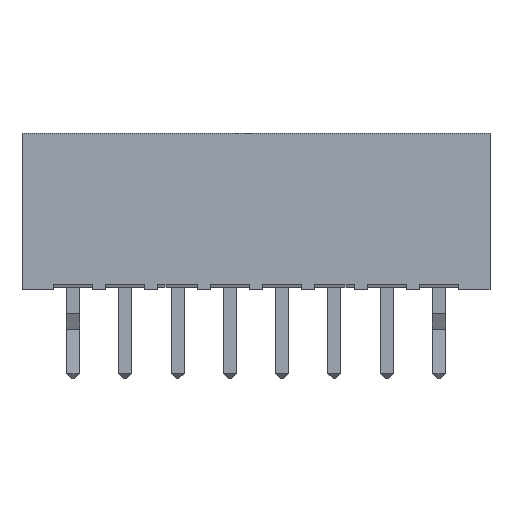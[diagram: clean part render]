
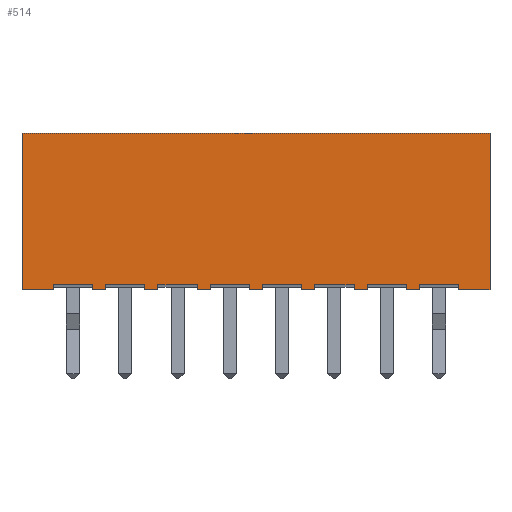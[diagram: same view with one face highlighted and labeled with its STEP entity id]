
A CAD part, front view. The second image highlights one B-rep face of the part: STEP entity #514.
In plain terms, the highlighted planar face has unit normal (0, -1, 0).
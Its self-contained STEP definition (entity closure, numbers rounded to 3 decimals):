
#32 = VERTEX_POINT('',#33);
#33 = CARTESIAN_POINT('',(15.95,-2.8,0.));
#39 = EDGE_CURVE('',#40,#32,#42,.T.);
#40 = VERTEX_POINT('',#41);
#41 = CARTESIAN_POINT('',(14.75,-2.8,0.));
#42 = LINE('',#43,#44);
#43 = CARTESIAN_POINT('',(-1.95,-2.8,0.));
#44 = VECTOR('',#45,1.);
#45 = DIRECTION('',(1.,0.,0.));
#480 = EDGE_CURVE('',#481,#40,#483,.T.);
#481 = VERTEX_POINT('',#482);
#482 = CARTESIAN_POINT('',(14.75,-2.8,0.2));
#483 = LINE('',#484,#485);
#484 = CARTESIAN_POINT('',(14.75,-2.8,0.2));
#485 = VECTOR('',#486,1.);
#486 = DIRECTION('',(-0.,0.,-1.));
#514 = ADVANCED_FACE('',(#515),#789,.F.);
#515 = FACE_BOUND('',#516,.F.);
#516 = EDGE_LOOP('',(#517,#527,#535,#543,#549,#550,#551,#559,#567,#575,
#583,#591,#599,#607,#615,#623,#631,#639,#647,#655,#663,#671,#679,
#687,#695,#703,#711,#719,#727,#735,#743,#751,#759,#767,#775,#783));
#517 = ORIENTED_EDGE('',*,*,#518,.F.);
#518 = EDGE_CURVE('',#519,#521,#523,.T.);
#519 = VERTEX_POINT('',#520);
#520 = CARTESIAN_POINT('',(-1.95,-2.8,0.));
#521 = VERTEX_POINT('',#522);
#522 = CARTESIAN_POINT('',(-0.75,-2.8,0.));
#523 = LINE('',#524,#525);
#524 = CARTESIAN_POINT('',(-1.95,-2.8,0.));
#525 = VECTOR('',#526,1.);
#526 = DIRECTION('',(1.,0.,0.));
#527 = ORIENTED_EDGE('',*,*,#528,.T.);
#528 = EDGE_CURVE('',#519,#529,#531,.T.);
#529 = VERTEX_POINT('',#530);
#530 = CARTESIAN_POINT('',(-1.95,-2.8,6.));
#531 = LINE('',#532,#533);
#532 = CARTESIAN_POINT('',(-1.95,-2.8,0.));
#533 = VECTOR('',#534,1.);
#534 = DIRECTION('',(0.,0.,1.));
#535 = ORIENTED_EDGE('',*,*,#536,.T.);
#536 = EDGE_CURVE('',#529,#537,#539,.T.);
#537 = VERTEX_POINT('',#538);
#538 = CARTESIAN_POINT('',(15.95,-2.8,6.));
#539 = LINE('',#540,#541);
#540 = CARTESIAN_POINT('',(-1.95,-2.8,6.));
#541 = VECTOR('',#542,1.);
#542 = DIRECTION('',(1.,0.,0.));
#543 = ORIENTED_EDGE('',*,*,#544,.F.);
#544 = EDGE_CURVE('',#32,#537,#545,.T.);
#545 = LINE('',#546,#547);
#546 = CARTESIAN_POINT('',(15.95,-2.8,0.));
#547 = VECTOR('',#548,1.);
#548 = DIRECTION('',(0.,0.,1.));
#549 = ORIENTED_EDGE('',*,*,#39,.F.);
#550 = ORIENTED_EDGE('',*,*,#480,.F.);
#551 = ORIENTED_EDGE('',*,*,#552,.T.);
#552 = EDGE_CURVE('',#481,#553,#555,.T.);
#553 = VERTEX_POINT('',#554);
#554 = CARTESIAN_POINT('',(13.25,-2.8,0.2));
#555 = LINE('',#556,#557);
#556 = CARTESIAN_POINT('',(14.75,-2.8,0.2));
#557 = VECTOR('',#558,1.);
#558 = DIRECTION('',(-1.,0.,0.));
#559 = ORIENTED_EDGE('',*,*,#560,.T.);
#560 = EDGE_CURVE('',#553,#561,#563,.T.);
#561 = VERTEX_POINT('',#562);
#562 = CARTESIAN_POINT('',(13.25,-2.8,0.));
#563 = LINE('',#564,#565);
#564 = CARTESIAN_POINT('',(13.25,-2.8,0.2));
#565 = VECTOR('',#566,1.);
#566 = DIRECTION('',(-0.,0.,-1.));
#567 = ORIENTED_EDGE('',*,*,#568,.F.);
#568 = EDGE_CURVE('',#569,#561,#571,.T.);
#569 = VERTEX_POINT('',#570);
#570 = CARTESIAN_POINT('',(12.75,-2.8,0.));
#571 = LINE('',#572,#573);
#572 = CARTESIAN_POINT('',(-1.95,-2.8,0.));
#573 = VECTOR('',#574,1.);
#574 = DIRECTION('',(1.,0.,0.));
#575 = ORIENTED_EDGE('',*,*,#576,.F.);
#576 = EDGE_CURVE('',#577,#569,#579,.T.);
#577 = VERTEX_POINT('',#578);
#578 = CARTESIAN_POINT('',(12.75,-2.8,0.2));
#579 = LINE('',#580,#581);
#580 = CARTESIAN_POINT('',(12.75,-2.8,0.2));
#581 = VECTOR('',#582,1.);
#582 = DIRECTION('',(-0.,0.,-1.));
#583 = ORIENTED_EDGE('',*,*,#584,.T.);
#584 = EDGE_CURVE('',#577,#585,#587,.T.);
#585 = VERTEX_POINT('',#586);
#586 = CARTESIAN_POINT('',(11.25,-2.8,0.2));
#587 = LINE('',#588,#589);
#588 = CARTESIAN_POINT('',(12.75,-2.8,0.2));
#589 = VECTOR('',#590,1.);
#590 = DIRECTION('',(-1.,0.,0.));
#591 = ORIENTED_EDGE('',*,*,#592,.T.);
#592 = EDGE_CURVE('',#585,#593,#595,.T.);
#593 = VERTEX_POINT('',#594);
#594 = CARTESIAN_POINT('',(11.25,-2.8,0.));
#595 = LINE('',#596,#597);
#596 = CARTESIAN_POINT('',(11.25,-2.8,0.2));
#597 = VECTOR('',#598,1.);
#598 = DIRECTION('',(-0.,0.,-1.));
#599 = ORIENTED_EDGE('',*,*,#600,.F.);
#600 = EDGE_CURVE('',#601,#593,#603,.T.);
#601 = VERTEX_POINT('',#602);
#602 = CARTESIAN_POINT('',(10.75,-2.8,0.));
#603 = LINE('',#604,#605);
#604 = CARTESIAN_POINT('',(-1.95,-2.8,0.));
#605 = VECTOR('',#606,1.);
#606 = DIRECTION('',(1.,0.,0.));
#607 = ORIENTED_EDGE('',*,*,#608,.F.);
#608 = EDGE_CURVE('',#609,#601,#611,.T.);
#609 = VERTEX_POINT('',#610);
#610 = CARTESIAN_POINT('',(10.75,-2.8,0.2));
#611 = LINE('',#612,#613);
#612 = CARTESIAN_POINT('',(10.75,-2.8,0.2));
#613 = VECTOR('',#614,1.);
#614 = DIRECTION('',(-0.,0.,-1.));
#615 = ORIENTED_EDGE('',*,*,#616,.T.);
#616 = EDGE_CURVE('',#609,#617,#619,.T.);
#617 = VERTEX_POINT('',#618);
#618 = CARTESIAN_POINT('',(9.25,-2.8,0.2));
#619 = LINE('',#620,#621);
#620 = CARTESIAN_POINT('',(10.75,-2.8,0.2));
#621 = VECTOR('',#622,1.);
#622 = DIRECTION('',(-1.,0.,0.));
#623 = ORIENTED_EDGE('',*,*,#624,.T.);
#624 = EDGE_CURVE('',#617,#625,#627,.T.);
#625 = VERTEX_POINT('',#626);
#626 = CARTESIAN_POINT('',(9.25,-2.8,0.));
#627 = LINE('',#628,#629);
#628 = CARTESIAN_POINT('',(9.25,-2.8,0.2));
#629 = VECTOR('',#630,1.);
#630 = DIRECTION('',(-0.,0.,-1.));
#631 = ORIENTED_EDGE('',*,*,#632,.F.);
#632 = EDGE_CURVE('',#633,#625,#635,.T.);
#633 = VERTEX_POINT('',#634);
#634 = CARTESIAN_POINT('',(8.75,-2.8,0.));
#635 = LINE('',#636,#637);
#636 = CARTESIAN_POINT('',(-1.95,-2.8,0.));
#637 = VECTOR('',#638,1.);
#638 = DIRECTION('',(1.,0.,0.));
#639 = ORIENTED_EDGE('',*,*,#640,.F.);
#640 = EDGE_CURVE('',#641,#633,#643,.T.);
#641 = VERTEX_POINT('',#642);
#642 = CARTESIAN_POINT('',(8.75,-2.8,0.2));
#643 = LINE('',#644,#645);
#644 = CARTESIAN_POINT('',(8.75,-2.8,0.2));
#645 = VECTOR('',#646,1.);
#646 = DIRECTION('',(-0.,0.,-1.));
#647 = ORIENTED_EDGE('',*,*,#648,.T.);
#648 = EDGE_CURVE('',#641,#649,#651,.T.);
#649 = VERTEX_POINT('',#650);
#650 = CARTESIAN_POINT('',(7.25,-2.8,0.2));
#651 = LINE('',#652,#653);
#652 = CARTESIAN_POINT('',(8.75,-2.8,0.2));
#653 = VECTOR('',#654,1.);
#654 = DIRECTION('',(-1.,0.,0.));
#655 = ORIENTED_EDGE('',*,*,#656,.T.);
#656 = EDGE_CURVE('',#649,#657,#659,.T.);
#657 = VERTEX_POINT('',#658);
#658 = CARTESIAN_POINT('',(7.25,-2.8,0.));
#659 = LINE('',#660,#661);
#660 = CARTESIAN_POINT('',(7.25,-2.8,0.2));
#661 = VECTOR('',#662,1.);
#662 = DIRECTION('',(-0.,0.,-1.));
#663 = ORIENTED_EDGE('',*,*,#664,.F.);
#664 = EDGE_CURVE('',#665,#657,#667,.T.);
#665 = VERTEX_POINT('',#666);
#666 = CARTESIAN_POINT('',(6.75,-2.8,0.));
#667 = LINE('',#668,#669);
#668 = CARTESIAN_POINT('',(-1.95,-2.8,0.));
#669 = VECTOR('',#670,1.);
#670 = DIRECTION('',(1.,0.,0.));
#671 = ORIENTED_EDGE('',*,*,#672,.F.);
#672 = EDGE_CURVE('',#673,#665,#675,.T.);
#673 = VERTEX_POINT('',#674);
#674 = CARTESIAN_POINT('',(6.75,-2.8,0.2));
#675 = LINE('',#676,#677);
#676 = CARTESIAN_POINT('',(6.75,-2.8,0.2));
#677 = VECTOR('',#678,1.);
#678 = DIRECTION('',(-0.,0.,-1.));
#679 = ORIENTED_EDGE('',*,*,#680,.T.);
#680 = EDGE_CURVE('',#673,#681,#683,.T.);
#681 = VERTEX_POINT('',#682);
#682 = CARTESIAN_POINT('',(5.25,-2.8,0.2));
#683 = LINE('',#684,#685);
#684 = CARTESIAN_POINT('',(6.75,-2.8,0.2));
#685 = VECTOR('',#686,1.);
#686 = DIRECTION('',(-1.,0.,0.));
#687 = ORIENTED_EDGE('',*,*,#688,.T.);
#688 = EDGE_CURVE('',#681,#689,#691,.T.);
#689 = VERTEX_POINT('',#690);
#690 = CARTESIAN_POINT('',(5.25,-2.8,0.));
#691 = LINE('',#692,#693);
#692 = CARTESIAN_POINT('',(5.25,-2.8,0.2));
#693 = VECTOR('',#694,1.);
#694 = DIRECTION('',(-0.,0.,-1.));
#695 = ORIENTED_EDGE('',*,*,#696,.F.);
#696 = EDGE_CURVE('',#697,#689,#699,.T.);
#697 = VERTEX_POINT('',#698);
#698 = CARTESIAN_POINT('',(4.75,-2.8,0.));
#699 = LINE('',#700,#701);
#700 = CARTESIAN_POINT('',(-1.95,-2.8,0.));
#701 = VECTOR('',#702,1.);
#702 = DIRECTION('',(1.,0.,0.));
#703 = ORIENTED_EDGE('',*,*,#704,.F.);
#704 = EDGE_CURVE('',#705,#697,#707,.T.);
#705 = VERTEX_POINT('',#706);
#706 = CARTESIAN_POINT('',(4.75,-2.8,0.2));
#707 = LINE('',#708,#709);
#708 = CARTESIAN_POINT('',(4.75,-2.8,0.2));
#709 = VECTOR('',#710,1.);
#710 = DIRECTION('',(-0.,0.,-1.));
#711 = ORIENTED_EDGE('',*,*,#712,.T.);
#712 = EDGE_CURVE('',#705,#713,#715,.T.);
#713 = VERTEX_POINT('',#714);
#714 = CARTESIAN_POINT('',(3.25,-2.8,0.2));
#715 = LINE('',#716,#717);
#716 = CARTESIAN_POINT('',(4.75,-2.8,0.2));
#717 = VECTOR('',#718,1.);
#718 = DIRECTION('',(-1.,0.,0.));
#719 = ORIENTED_EDGE('',*,*,#720,.T.);
#720 = EDGE_CURVE('',#713,#721,#723,.T.);
#721 = VERTEX_POINT('',#722);
#722 = CARTESIAN_POINT('',(3.25,-2.8,0.));
#723 = LINE('',#724,#725);
#724 = CARTESIAN_POINT('',(3.25,-2.8,0.2));
#725 = VECTOR('',#726,1.);
#726 = DIRECTION('',(-0.,0.,-1.));
#727 = ORIENTED_EDGE('',*,*,#728,.F.);
#728 = EDGE_CURVE('',#729,#721,#731,.T.);
#729 = VERTEX_POINT('',#730);
#730 = CARTESIAN_POINT('',(2.75,-2.8,0.));
#731 = LINE('',#732,#733);
#732 = CARTESIAN_POINT('',(-1.95,-2.8,0.));
#733 = VECTOR('',#734,1.);
#734 = DIRECTION('',(1.,0.,0.));
#735 = ORIENTED_EDGE('',*,*,#736,.F.);
#736 = EDGE_CURVE('',#737,#729,#739,.T.);
#737 = VERTEX_POINT('',#738);
#738 = CARTESIAN_POINT('',(2.75,-2.8,0.2));
#739 = LINE('',#740,#741);
#740 = CARTESIAN_POINT('',(2.75,-2.8,0.2));
#741 = VECTOR('',#742,1.);
#742 = DIRECTION('',(-0.,0.,-1.));
#743 = ORIENTED_EDGE('',*,*,#744,.T.);
#744 = EDGE_CURVE('',#737,#745,#747,.T.);
#745 = VERTEX_POINT('',#746);
#746 = CARTESIAN_POINT('',(1.25,-2.8,0.2));
#747 = LINE('',#748,#749);
#748 = CARTESIAN_POINT('',(2.75,-2.8,0.2));
#749 = VECTOR('',#750,1.);
#750 = DIRECTION('',(-1.,0.,0.));
#751 = ORIENTED_EDGE('',*,*,#752,.T.);
#752 = EDGE_CURVE('',#745,#753,#755,.T.);
#753 = VERTEX_POINT('',#754);
#754 = CARTESIAN_POINT('',(1.25,-2.8,0.));
#755 = LINE('',#756,#757);
#756 = CARTESIAN_POINT('',(1.25,-2.8,0.2));
#757 = VECTOR('',#758,1.);
#758 = DIRECTION('',(-0.,0.,-1.));
#759 = ORIENTED_EDGE('',*,*,#760,.F.);
#760 = EDGE_CURVE('',#761,#753,#763,.T.);
#761 = VERTEX_POINT('',#762);
#762 = CARTESIAN_POINT('',(0.75,-2.8,0.));
#763 = LINE('',#764,#765);
#764 = CARTESIAN_POINT('',(-1.95,-2.8,0.));
#765 = VECTOR('',#766,1.);
#766 = DIRECTION('',(1.,0.,0.));
#767 = ORIENTED_EDGE('',*,*,#768,.F.);
#768 = EDGE_CURVE('',#769,#761,#771,.T.);
#769 = VERTEX_POINT('',#770);
#770 = CARTESIAN_POINT('',(0.75,-2.8,0.2));
#771 = LINE('',#772,#773);
#772 = CARTESIAN_POINT('',(0.75,-2.8,0.2));
#773 = VECTOR('',#774,1.);
#774 = DIRECTION('',(-0.,0.,-1.));
#775 = ORIENTED_EDGE('',*,*,#776,.T.);
#776 = EDGE_CURVE('',#769,#777,#779,.T.);
#777 = VERTEX_POINT('',#778);
#778 = CARTESIAN_POINT('',(-0.75,-2.8,0.2));
#779 = LINE('',#780,#781);
#780 = CARTESIAN_POINT('',(0.75,-2.8,0.2));
#781 = VECTOR('',#782,1.);
#782 = DIRECTION('',(-1.,0.,0.));
#783 = ORIENTED_EDGE('',*,*,#784,.T.);
#784 = EDGE_CURVE('',#777,#521,#785,.T.);
#785 = LINE('',#786,#787);
#786 = CARTESIAN_POINT('',(-0.75,-2.8,0.2));
#787 = VECTOR('',#788,1.);
#788 = DIRECTION('',(-0.,0.,-1.));
#789 = PLANE('',#790);
#790 = AXIS2_PLACEMENT_3D('',#791,#792,#793);
#791 = CARTESIAN_POINT('',(-1.95,-2.8,0.));
#792 = DIRECTION('',(0.,1.,0.));
#793 = DIRECTION('',(1.,0.,0.));
